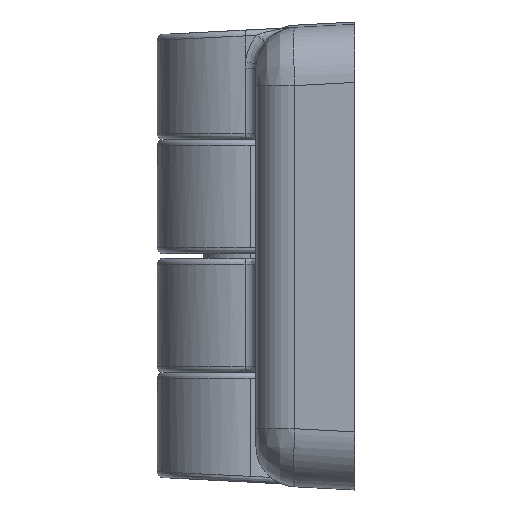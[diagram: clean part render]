
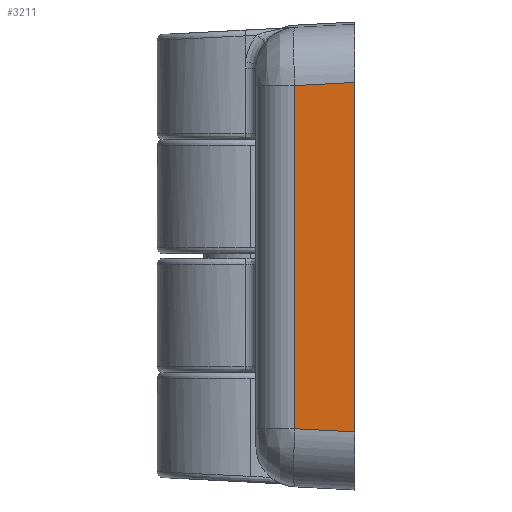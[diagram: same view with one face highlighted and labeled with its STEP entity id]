
A CAD part, left-side view. The second image highlights one B-rep face of the part: STEP entity #3211.
In plain terms, the highlighted planar face has unit normal (-0.999, 0.052, 0).
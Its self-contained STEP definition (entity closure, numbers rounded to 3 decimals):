
#2155 = DIRECTION ( 'NONE',  ( 0., 0., 1. ) ) ;
#2801 = CARTESIAN_POINT ( 'NONE',  ( -39., -9., 15.017 ) ) ;
#2846 = CARTESIAN_POINT ( 'NONE',  ( -38.728, -3.817, 14.745 ) ) ;
#2945 = VERTEX_POINT ( 'NONE', #2846 ) ;
#3211 = ADVANCED_FACE ( 'NONE', ( #15475 ), #11574, .T. ) ;
#3989 = DIRECTION ( 'NONE',  ( 0., 0., 1. ) ) ;
#4218 = DIRECTION ( 'NONE',  ( 0.052, 0.997, -0.052 ) ) ;
#4357 = CARTESIAN_POINT ( 'NONE',  ( -38.728, -3.817, -14.725 ) ) ;
#4408 = VECTOR ( 'NONE', #4218, 1000. ) ;
#4465 = LINE ( 'NONE', #2801, #4408 ) ;
#4614 = EDGE_LOOP ( 'NONE', ( #8889, #17509, #9307, #5054 ) ) ;
#4754 = EDGE_CURVE ( 'NONE', #8145, #2945, #6639, .T. ) ;
#4972 = VERTEX_POINT ( 'NONE', #7008 ) ;
#5054 = ORIENTED_EDGE ( 'NONE', *, *, #4754, .F. ) ;
#6082 = DIRECTION ( 'NONE',  ( 0.052, 0.997, 0.052 ) ) ;
#6197 = CARTESIAN_POINT ( 'NONE',  ( -38.925, -7.569, -14.922 ) ) ;
#6639 = LINE ( 'NONE', #17221, #8523 ) ;
#7008 = CARTESIAN_POINT ( 'NONE',  ( -39., -9., 15.017 ) ) ;
#7232 = LINE ( 'NONE', #8982, #7838 ) ;
#7838 = VECTOR ( 'NONE', #2155, 1000. ) ;
#8145 = VERTEX_POINT ( 'NONE', #4357 ) ;
#8523 = VECTOR ( 'NONE', #3989, 1000. ) ;
#8889 = ORIENTED_EDGE ( 'NONE', *, *, #15435, .F. ) ;
#8982 = CARTESIAN_POINT ( 'NONE',  ( -39., -9., -19.99 ) ) ;
#9207 = VERTEX_POINT ( 'NONE', #15738 ) ;
#9307 = ORIENTED_EDGE ( 'NONE', *, *, #14770, .T. ) ;
#9939 = EDGE_CURVE ( 'NONE', #9207, #4972, #7232, .T. ) ;
#11574 = PLANE ( 'NONE',  #11665 ) ;
#11665 = AXIS2_PLACEMENT_3D ( 'NONE', #12130, #12354, #12468 ) ;
#12130 = CARTESIAN_POINT ( 'NONE',  ( -39., -9., -19.99 ) ) ;
#12354 = DIRECTION ( 'NONE',  ( -0.999, 0.052, 0. ) ) ;
#12468 = DIRECTION ( 'NONE',  ( -0.052, -0.999, 0. ) ) ;
#14770 = EDGE_CURVE ( 'NONE', #4972, #2945, #4465, .T. ) ;
#15435 = EDGE_CURVE ( 'NONE', #9207, #8145, #16459, .T. ) ;
#15475 = FACE_OUTER_BOUND ( 'NONE', #4614, .T. ) ;
#15738 = CARTESIAN_POINT ( 'NONE',  ( -39., -9., -14.997 ) ) ;
#16459 = LINE ( 'NONE', #6197, #17327 ) ;
#17221 = CARTESIAN_POINT ( 'NONE',  ( -38.728, -3.817, -19.99 ) ) ;
#17327 = VECTOR ( 'NONE', #6082, 1000. ) ;
#17509 = ORIENTED_EDGE ( 'NONE', *, *, #9939, .T. ) ;
